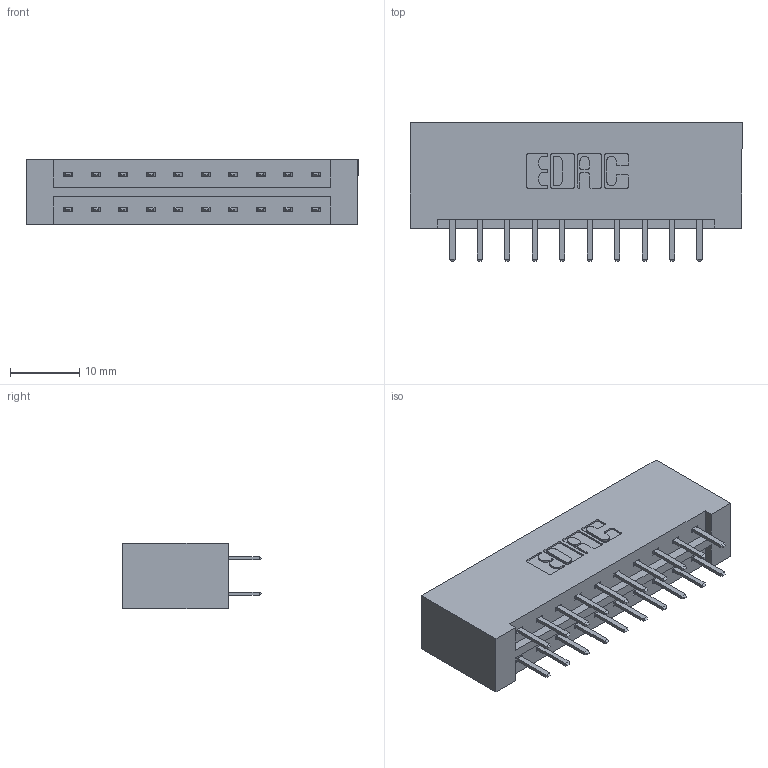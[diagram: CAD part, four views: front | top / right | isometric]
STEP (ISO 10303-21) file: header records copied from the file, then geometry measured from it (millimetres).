
FILE_DESCRIPTION (( 'STEP AP203' ), '1' );
FILE_NAME ('333-020-520-201.STEP', '2018-08-01T23:35:09', ( '' ), ( '' ), 'SwSTEP 2.0', 'SolidWorks 2016', '' );
FILE_SCHEMA (( 'CONFIG_CONTROL_DESIGN' ));
Length unit declared in the file: inch
Products named in the file (3): 333 Part_Lugless; 345-292-001_345-293-120; 333-020-520-201
Assembly tree (21 placements, depth 2):
  333-020-520-201
    333 Part_Lugless
    345-292-001_345-293-120  x20
Bounding box: 47.88 x 20.02 x 9.4 mm (x, y, z)
Volume: 5212.3 mm3; surface area: 5819.5 mm2
Topology: 21 solids, 21 shells, 1226 faces, 3547 edges, 2310 vertices
Faces by surface type: plane 826, cylinder 400
Entity records: 10409 total; most frequent: CARTESIAN_POINT 1774, ORIENTED_EDGE 1698, DIRECTION 1553, EDGE_CURVE 849, LINE 725, VECTOR 725, VERTEX_POINT 562, AXIS2_PLACEMENT_3D 414
